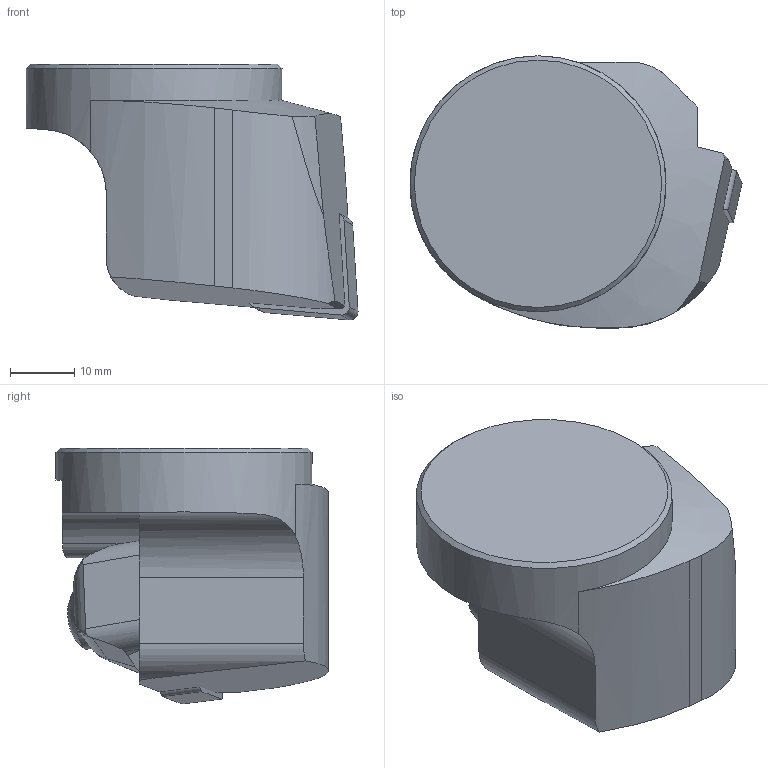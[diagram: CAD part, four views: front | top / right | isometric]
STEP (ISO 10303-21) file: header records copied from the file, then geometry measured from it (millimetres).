
FILE_DESCRIPTION(/* description */ (''),/* implementation_level */ '2;1');
FILE_NAME(/* name */ '1641792621473.stp',/* time_stamp */ '2022-01-10T11:00:38+06:00',/* author */ (''),/* organization */ ('SMS'),/* preprocessor_version */ 'ST-DEVELOPER v16.7',/* originating_system */ 'SIEMENS PLM Software NX 12.0',/* authorisation */ '');
FILE_SCHEMA (('AUTOMOTIVE_DESIGN { 1 0 10303 214 3 1 1 1 }'));
Length unit declared in the file: millimetre
Products named in the file (4): ASSEMBLY_CONSTRUCTION; IsoTurningInsert; 201778081mod000_01; 201778079mod000_01
Assembly tree (3 placements, depth 2):
  201778079mod000_01
    201778081mod000_01
    IsoTurningInsert
    ASSEMBLY_CONSTRUCTION
Bounding box: 51.87 x 42.5 x 40 mm (x, y, z)
Volume: 42572.2 mm3; surface area: 10208 mm2
Topology: 2 solids, 4 shells, 89 faces, 252 edges, 175 vertices
Faces by surface type: plane 42, cylinder 30, cone 9, bspline 7, sphere 1
Full cylindrical faces by diameter (mm): 3.3 x1, 6 x1, 6.35 x2, 40 x1
Entity records: 3357 total; most frequent: CARTESIAN_POINT 1055, ORIENTED_EDGE 464, DIRECTION 420, EDGE_CURVE 232, AXIS2_PLACEMENT_3D 162, VERTEX_POINT 159, EDGE_LOOP 101, LINE 96
